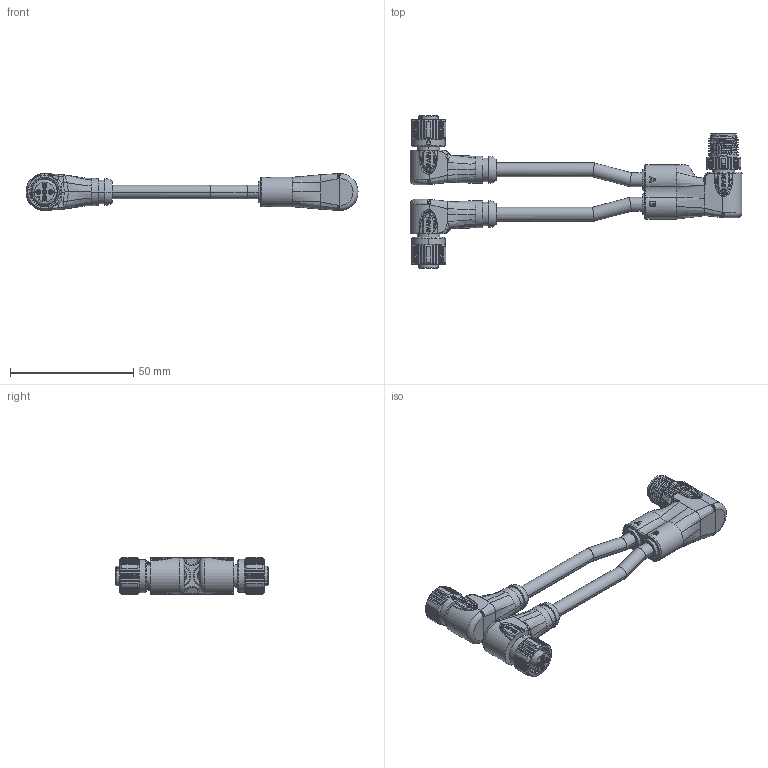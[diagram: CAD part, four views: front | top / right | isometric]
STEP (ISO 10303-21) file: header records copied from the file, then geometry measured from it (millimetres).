
FILE_DESCRIPTION((''),'2;1');
FILE_NAME('M12Y-M05A-S_2M12-F05A-T-1_5-PVC','2024-03-19T',('13539'),(''),'PRO/ENGINEER BY PARAMETRIC TECHNOLOGY CORPORATION, 2012480','PRO/ENGINEER BY PARAMETRIC TECHNOLOGY CORPORATION, 2012480','');
FILE_SCHEMA(('CONFIG_CONTROL_DESIGN'));
Products named in the file (1): M12Y-M05A-S_2M12-F05A-T-1_5-PVC
Bounding box: 134.8 x 62.4 x 15.2 mm (x, y, z)
Volume: 25391.8 mm3; surface area: 15953.8 mm2
Topology: 2 solids, 17 shells, 2193 faces, 6421 edges, 4269 vertices
Faces by surface type: plane 961, cylinder 720, cone 208, bspline 204, extrusion 47, torus 43, sphere 10
Entity records: 99940 total; most frequent: CARTESIAN_POINT 44237, ORIENTED_EDGE 12770, DIRECTION 10444, EDGE_CURVE 6385, VERTEX_POINT 4269, AXIS2_PLACEMENT_3D 4025, VECTOR 2394, LINE 2347
